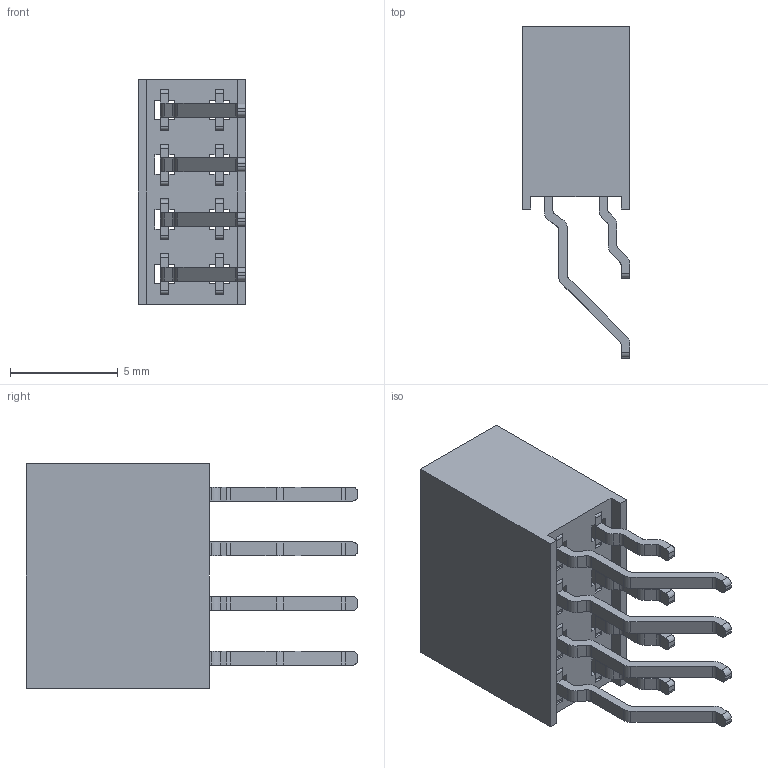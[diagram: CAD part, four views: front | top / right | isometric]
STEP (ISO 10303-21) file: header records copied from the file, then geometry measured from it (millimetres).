
FILE_DESCRIPTION((''),'2;1');
FILE_NAME('M20-7920442_ASM','2017-12-20T14:55:15',('sbennett'),(''),'CREO PARAMETRIC BY PTC INC, 2016510','CREO PARAMETRIC BY PTC INC, 2016510','');
FILE_SCHEMA(('CONFIG_CONTROL_DESIGN','SHAPE_APPEARANCE_LAYERS_GROUPS'));
Length unit declared in the file: millimetre
Products named in the file (4): M20-79204_MOULD; M20-792_CONTACT1; M20-792_CONTACT2; M20-7920442_ASM
Assembly tree (9 placements, depth 2):
  M20-7920442_ASM
    M20-79204_MOULD
    M20-792_CONTACT1  x4
    M20-792_CONTACT2  x4
Bounding box: 5 x 15.4 x 10.41 mm (x, y, z)
Volume: 381 mm3; surface area: 1004.6 mm2
Topology: 9 solids, 9 shells, 594 faces, 1672 edges, 1104 vertices
Faces by surface type: plane 362, cylinder 216, extrusion 16
Entity records: 10904 total; most frequent: CARTESIAN_POINT 1491, ORIENTED_EDGE 1400, DIRECTION 1326, PRESENTATION_STYLE_ASSIGNMENT 751, STYLED_ITEM 705, CURVE_STYLE 700, EDGE_CURVE 700, VECTOR 588
